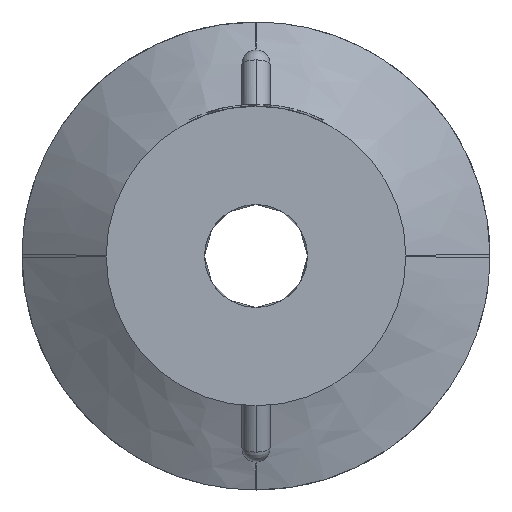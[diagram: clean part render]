
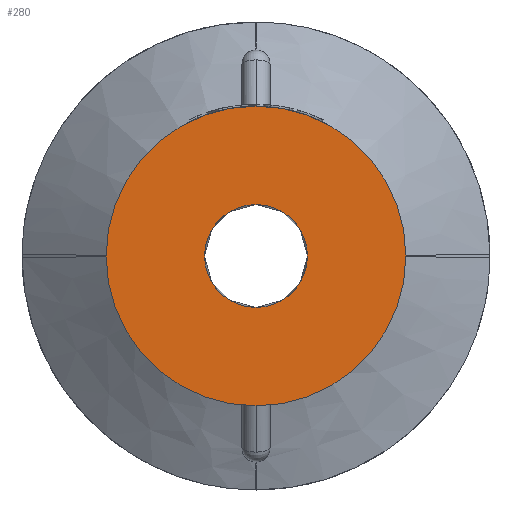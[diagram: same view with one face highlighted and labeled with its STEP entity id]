
A CAD part, front view. The second image highlights one B-rep face of the part: STEP entity #280.
In plain terms, the highlighted planar face has unit normal (0, -1, 0).
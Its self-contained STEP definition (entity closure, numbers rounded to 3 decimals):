
#280=ADVANCED_FACE('',(#614,#615),#616,.T.);
#614=FACE_OUTER_BOUND('',#3254,.T.);
#615=FACE_BOUND('',#3255,.T.);
#616=PLANE('',#3256);
#3254=EDGE_LOOP('',(#5879,#5880));
#3255=EDGE_LOOP('',(#5881,#5882));
#3256=AXIS2_PLACEMENT_3D('',#5883,#5884,#5885);
#5879=ORIENTED_EDGE('',*,*,#6644,.T.);
#5880=ORIENTED_EDGE('',*,*,#6475,.T.);
#5881=ORIENTED_EDGE('',*,*,#6645,.F.);
#5882=ORIENTED_EDGE('',*,*,#6451,.F.);
#5883=CARTESIAN_POINT('',(2.75,0.0,0.0));
#5884=DIRECTION('',(0.0,-1.0,0.0));
#5885=DIRECTION('',(0.0,0.0,-1.0));
#6451=EDGE_CURVE('',#6974,#6964,#6976,.T.);
#6475=EDGE_CURVE('',#7009,#7021,#7023,.T.);
#6644=EDGE_CURVE('',#7021,#7009,#7263,.T.);
#6645=EDGE_CURVE('',#6964,#6974,#7264,.T.);
#6964=VERTEX_POINT('',#8292);
#6974=VERTEX_POINT('',#8309);
#6976=CIRCLE('',#8312,2.749);
#7009=VERTEX_POINT('',#8743);
#7021=VERTEX_POINT('',#8767);
#7023=CIRCLE('',#8770,8.005);
#7263=CIRCLE('',#9737,8.005);
#7264=CIRCLE('',#9738,2.749);
#8292=CARTESIAN_POINT('',(0.0,0.0,-2.749));
#8309=CARTESIAN_POINT('',(0.,0.0,2.749));
#8312=AXIS2_PLACEMENT_3D('',#11171,#11172,#11173);
#8743=CARTESIAN_POINT('',(0.,0.0,-8.005));
#8767=CARTESIAN_POINT('',(0.,0.0,8.005));
#8770=AXIS2_PLACEMENT_3D('',#11189,#11190,#11191);
#9737=AXIS2_PLACEMENT_3D('',#11334,#11335,#11336);
#9738=AXIS2_PLACEMENT_3D('',#11337,#11338,#11339);
#11171=CARTESIAN_POINT('',(0.0,0.0,0.0));
#11172=DIRECTION('',(0.0,-1.0,0.0));
#11173=DIRECTION('',(0.0,0.0,-1.0));
#11189=CARTESIAN_POINT('',(0.0,0.0,0.0));
#11190=DIRECTION('',(0.0,-1.0,0.0));
#11191=DIRECTION('',(0.0,0.0,-1.0));
#11334=CARTESIAN_POINT('',(0.0,0.0,0.0));
#11335=DIRECTION('',(0.0,-1.0,0.0));
#11336=DIRECTION('',(0.0,0.0,-1.0));
#11337=CARTESIAN_POINT('',(0.0,0.0,0.0));
#11338=DIRECTION('',(0.0,-1.0,0.0));
#11339=DIRECTION('',(0.0,0.0,-1.0));
